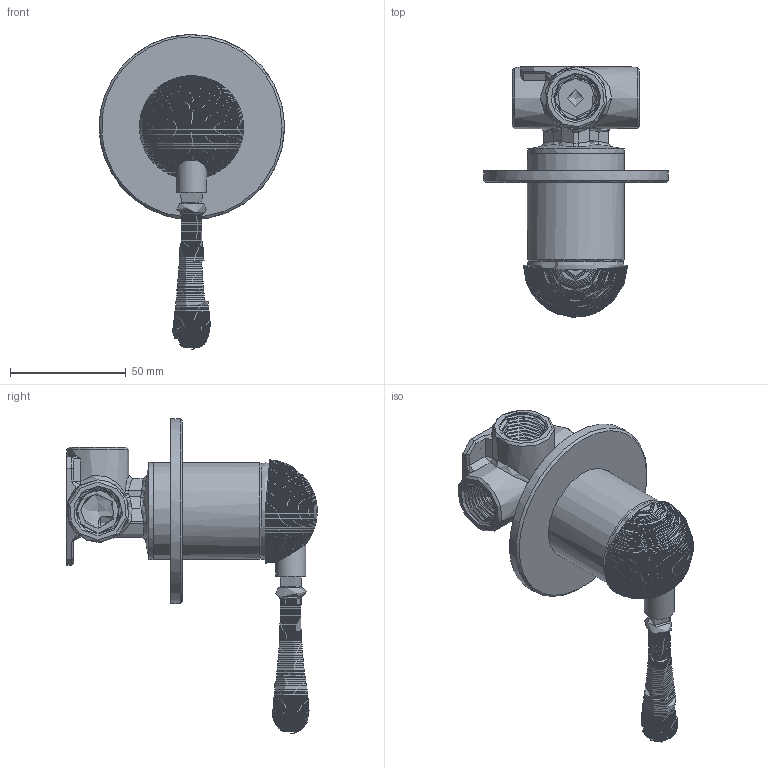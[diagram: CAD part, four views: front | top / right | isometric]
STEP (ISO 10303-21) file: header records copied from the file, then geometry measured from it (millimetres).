
FILE_DESCRIPTION(/* description */ (''),/* implementation_level */ '2;1');
FILE_NAME(/* name */ 'STEP - MV1020L_2266971',/* time_stamp */ '2024-11-22T11:56:15+11:00',/* author */ (''),/* organization */ (''),/* preprocessor_version */ 'ST-DEVELOPER v16.5',/* originating_system */ 'Rhino 7.37',/* authorisation */ '');
FILE_SCHEMA (('AUTOMOTIVE_DESIGN'));
Length unit declared in the file: millimetre
Products named in the file (21): Document; MV1020L-1; 162ZS01C 162��Բ��; 47T2 47x2 O��Ȧ -��45.5; 162YM01C��ѹñ M37.5x1.25D24.5H11.7; 05-129 ����35ƽ�� 
CT35TF001; 201���ָ�D3H18; 2; ; ; 05-101 ���35ƽ��ת��; 05-101 ���35ƽ�ŷ���; 108MB00C 108�װ�����壨80
�ڿ�42.5�; 30T2 30x2 O��Ȧ; M70SB21C MVһ���ֱ��-X; PM5X30 �����ƽ����˿; M70ZT30C MV�װоͲ D42H46.5; 40027LF 35��ǽ����(Z11007D
); M70SB18C MV�װ�ֱ���-X; Block 01; 7T1.5 7x1.5 O��Ȧ
Assembly tree (20 placements, depth 4):
  Document
    MV1020L-1
      162ZS01C 162��Բ��
      47T2 47x2 O��Ȧ -��45.5
      162YM01C��ѹñ M37.5x1.25D24.5H11.7
      05-129 ����35ƽ�� 
CT35TF001
        201���ָ�D3H18
  2
  
  
        05-101 ���35ƽ��ת��
        05-101 ���35ƽ�ŷ���
      108MB00C 108�װ�����壨80
�ڿ�42.5�
      30T2 30x2 O��Ȧ
      M70SB21C MVһ���ֱ��-X
      PM5X30 �����ƽ����˿
      M70ZT30C MV�װоͲ D42H46.5
      40027LF 35��ǽ����(Z11007D
)
      M70SB18C MV�װ�ֱ���-X
        Block 01
      7T1.5 7x1.5 O��Ȧ
Bounding box: 79.89 x 108.27 x 136.13 mm (x, y, z)
Volume: 134065 mm3; surface area: 82160.6 mm2
Topology: 18 solids, 18 shells, 1078 faces, 2703 edges, 1665 vertices
Faces by surface type: bspline 614, cylinder 311, plane 153
Full cylindrical faces by diameter (mm): 3 x2, 3.1 x2, 4.2 x35, 4.6 x2, 5 x37, 5.4 x2, 6 x2, 7 x4, 9.03 x2, 9.9 x1, 10 x1, 10.43 x2, 10.5 x1, 10.65 x2, 13 x1, 15 x2, 16 x1, 17 x1, 18.5 x2, 19 x22, 23.5 x1, 24.5 x1, 26.5 x1, 27 x2, 30 x1, 32 x1, 33 x1, 33.4 x1, 34 x1, 34.9 x1
Entity records: 89023 total; most frequent: CARTESIAN_POINT 72552, ORIENTED_EDGE 5354, EDGE_CURVE 2677, VERTEX_POINT 1665, B_SPLINE_CURVE_WITH_KNOTS 1358, EDGE_LOOP 1156, ADVANCED_FACE 1077, FACE_OUTER_BOUND 1077
